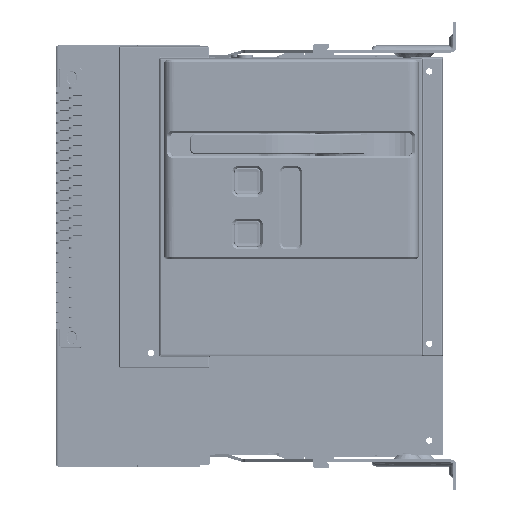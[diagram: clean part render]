
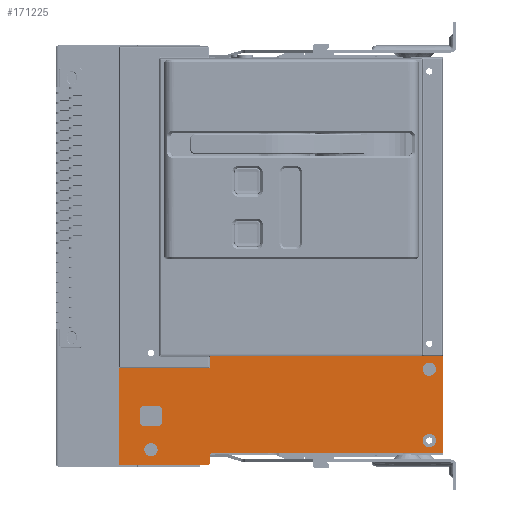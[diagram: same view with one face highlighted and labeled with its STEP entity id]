
A CAD part, left-side view. The second image highlights one B-rep face of the part: STEP entity #171225.
In plain terms, the highlighted planar face has unit normal (-1, 0, 0).
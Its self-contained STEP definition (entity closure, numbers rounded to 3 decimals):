
#53761=CARTESIAN_POINT('',(-67.,229.5,-204.));
#53762=DIRECTION('',(-1.,0.,0.));
#53763=DIRECTION('',(0.,0.,-1.));
#53764=AXIS2_PLACEMENT_3D('',#53761,#53762,#53763);
#53766=DIRECTION('',(0.,1.,0.));
#53767=VECTOR('',#53766,88.5);
#53768=CARTESIAN_POINT('',(-67.,229.5,-204.5));
#53769=LINE('',#53768,#53767);
#53770=DIRECTION('',(0.,0.,1.));
#53771=VECTOR('',#53770,95.);
#53772=CARTESIAN_POINT('',(-67.,318.,-204.5));
#53773=LINE('',#53772,#53771);
#53774=DIRECTION('',(0.,-1.,0.));
#53775=VECTOR('',#53774,89.);
#53776=CARTESIAN_POINT('',(-67.,318.,-109.5));
#53777=LINE('',#53776,#53775);
#53778=DIRECTION('',(0.,0.,1.));
#53779=VECTOR('',#53778,11.);
#53780=CARTESIAN_POINT('',(-67.,229.,-109.5));
#53781=LINE('',#53780,#53779);
#53782=DIRECTION('',(0.,-1.,0.));
#53783=VECTOR('',#53782,229.);
#53784=CARTESIAN_POINT('',(-67.,229.,-98.5));
#53785=LINE('',#53784,#53783);
#53786=DIRECTION('',(0.,0.,-1.));
#53787=VECTOR('',#53786,95.);
#53788=CARTESIAN_POINT('',(-67.,0.,-98.5));
#53789=LINE('',#53788,#53787);
#53790=DIRECTION('',(0.,1.,0.));
#53791=VECTOR('',#53790,227.);
#53792=CARTESIAN_POINT('',(-67.,0.,-193.5));
#53793=LINE('',#53792,#53791);
#53794=DIRECTION('',(0.,0.,-1.));
#53795=VECTOR('',#53794,8.5);
#53796=CARTESIAN_POINT('',(-67.,229.,-195.5));
#53797=LINE('',#53796,#53795);
#53798=CARTESIAN_POINT('',(-67.,286.5,-190.));
#53799=DIRECTION('',(-1.,0.,0.));
#53800=DIRECTION('',(0.,-1.,0.));
#53801=AXIS2_PLACEMENT_3D('',#53798,#53799,#53800);
#53803=CARTESIAN_POINT('',(-67.,286.5,-190.));
#53804=DIRECTION('',(-1.,0.,0.));
#53805=DIRECTION('',(0.,1.,0.));
#53806=AXIS2_PLACEMENT_3D('',#53803,#53804,#53805);
#53808=CARTESIAN_POINT('',(-67.,13.5,-181.));
#53809=DIRECTION('',(-1.,0.,0.));
#53810=DIRECTION('',(0.,-1.,0.));
#53811=AXIS2_PLACEMENT_3D('',#53808,#53809,#53810);
#53813=CARTESIAN_POINT('',(-67.,13.5,-181.));
#53814=DIRECTION('',(-1.,0.,0.));
#53815=DIRECTION('',(0.,1.,0.));
#53816=AXIS2_PLACEMENT_3D('',#53813,#53814,#53815);
#53818=CARTESIAN_POINT('',(-67.,13.5,-111.));
#53819=DIRECTION('',(-1.,0.,0.));
#53820=DIRECTION('',(0.,-1.,0.));
#53821=AXIS2_PLACEMENT_3D('',#53818,#53819,#53820);
#53823=CARTESIAN_POINT('',(-67.,13.5,-111.));
#53824=DIRECTION('',(-1.,0.,0.));
#53825=DIRECTION('',(0.,1.,0.));
#53826=AXIS2_PLACEMENT_3D('',#53823,#53824,#53825);
#53828=CARTESIAN_POINT('',(-67.,294.1,-163.1));
#53829=DIRECTION('',(-1.,0.,0.));
#53830=DIRECTION('',(0.,1.,0.));
#53831=AXIS2_PLACEMENT_3D('',#53828,#53829,#53830);
#53833=DIRECTION('',(0.,-1.,0.));
#53834=VECTOR('',#53833,15.2);
#53835=CARTESIAN_POINT('',(-67.,294.1,-166.5));
#53836=LINE('',#53835,#53834);
#53837=CARTESIAN_POINT('',(-67.,278.9,-163.1));
#53838=DIRECTION('',(-1.,0.,0.));
#53839=DIRECTION('',(0.,0.,-1.));
#53840=AXIS2_PLACEMENT_3D('',#53837,#53838,#53839);
#53842=DIRECTION('',(0.,0.,1.));
#53843=VECTOR('',#53842,12.2);
#53844=CARTESIAN_POINT('',(-67.,275.5,-163.1));
#53845=LINE('',#53844,#53843);
#53846=CARTESIAN_POINT('',(-67.,278.9,-150.9));
#53847=DIRECTION('',(-1.,0.,0.));
#53848=DIRECTION('',(0.,-1.,0.));
#53849=AXIS2_PLACEMENT_3D('',#53846,#53847,#53848);
#53851=DIRECTION('',(0.,1.,0.));
#53852=VECTOR('',#53851,15.2);
#53853=CARTESIAN_POINT('',(-67.,278.9,-147.5));
#53854=LINE('',#53853,#53852);
#53855=CARTESIAN_POINT('',(-67.,294.1,-150.9));
#53856=DIRECTION('',(-1.,0.,0.));
#53857=DIRECTION('',(0.,0.,1.));
#53858=AXIS2_PLACEMENT_3D('',#53855,#53856,#53857);
#53860=DIRECTION('',(0.,0.,-1.));
#53861=VECTOR('',#53860,12.2);
#53862=CARTESIAN_POINT('',(-67.,297.5,-150.9));
#53863=LINE('',#53862,#53861);
#58304=CARTESIAN_POINT('',(-67.,227.,-195.5));
#58305=DIRECTION('',(1.,0.,0.));
#58306=DIRECTION('',(0.,1.,0.));
#58307=AXIS2_PLACEMENT_3D('',#58304,#58305,#58306);
#89874=CARTESIAN_POINT('',(-67.,0.,-98.5));
#89875=CARTESIAN_POINT('',(-67.,0.,-193.5));
#89876=VERTEX_POINT('',#89874);
#89877=VERTEX_POINT('',#89875);
#89878=CARTESIAN_POINT('',(-67.,229.,-98.5));
#89879=VERTEX_POINT('',#89878);
#89880=CARTESIAN_POINT('',(-67.,229.,-109.5));
#89881=VERTEX_POINT('',#89880);
#89882=CARTESIAN_POINT('',(-67.,318.,-109.5));
#89883=VERTEX_POINT('',#89882);
#89884=CARTESIAN_POINT('',(-67.,318.,-204.5));
#89885=VERTEX_POINT('',#89884);
#90132=CARTESIAN_POINT('',(-67.,280.,-190.));
#90133=CARTESIAN_POINT('',(-67.,293.,-190.));
#90134=VERTEX_POINT('',#90132);
#90135=VERTEX_POINT('',#90133);
#90136=CARTESIAN_POINT('',(-67.,7.,-181.));
#90137=CARTESIAN_POINT('',(-67.,20.,-181.));
#90138=VERTEX_POINT('',#90136);
#90139=VERTEX_POINT('',#90137);
#90140=CARTESIAN_POINT('',(-67.,7.,-111.));
#90141=CARTESIAN_POINT('',(-67.,20.,-111.));
#90142=VERTEX_POINT('',#90140);
#90143=VERTEX_POINT('',#90141);
#90342=CARTESIAN_POINT('',(-67.,227.,-193.5));
#90344=VERTEX_POINT('',#90342);
#90346=CARTESIAN_POINT('',(-67.,229.,-195.5));
#90348=VERTEX_POINT('',#90346);
#90377=CARTESIAN_POINT('',(-67.,229.5,-204.5));
#90378=VERTEX_POINT('',#90377);
#90379=CARTESIAN_POINT('',(-67.,229.,-204.));
#90380=VERTEX_POINT('',#90379);
#90465=CARTESIAN_POINT('',(-67.,297.5,-163.1));
#90466=CARTESIAN_POINT('',(-67.,294.1,-166.5));
#90467=VERTEX_POINT('',#90465);
#90468=VERTEX_POINT('',#90466);
#90469=CARTESIAN_POINT('',(-67.,278.9,-166.5));
#90470=VERTEX_POINT('',#90469);
#90471=CARTESIAN_POINT('',(-67.,275.5,-163.1));
#90472=VERTEX_POINT('',#90471);
#90473=CARTESIAN_POINT('',(-67.,275.5,-150.9));
#90474=VERTEX_POINT('',#90473);
#90475=CARTESIAN_POINT('',(-67.,278.9,-147.5));
#90476=VERTEX_POINT('',#90475);
#90477=CARTESIAN_POINT('',(-67.,294.1,-147.5));
#90478=VERTEX_POINT('',#90477);
#90479=CARTESIAN_POINT('',(-67.,297.5,-150.9));
#90480=VERTEX_POINT('',#90479);
#171167=CARTESIAN_POINT('',(-67.,208.69,-161.53));
#171168=DIRECTION('',(-1.,0.,0.));
#171169=DIRECTION('',(0.,-1.,0.));
#171170=AXIS2_PLACEMENT_3D('',#171167,#171168,#171169);
#171171=PLANE('',#171170);
#171173=ORIENTED_EDGE('',*,*,#171172,.F.);
#171174=ORIENTED_EDGE('',*,*,#105297,.T.);
#171175=ORIENTED_EDGE('',*,*,#105313,.T.);
#171176=ORIENTED_EDGE('',*,*,#105331,.T.);
#171178=ORIENTED_EDGE('',*,*,#171177,.T.);
#171179=ORIENTED_EDGE('',*,*,#168239,.T.);
#171180=ORIENTED_EDGE('',*,*,#147394,.T.);
#171182=ORIENTED_EDGE('',*,*,#171181,.T.);
#171184=ORIENTED_EDGE('',*,*,#171183,.F.);
#171186=ORIENTED_EDGE('',*,*,#171185,.T.);
#171187=EDGE_LOOP('',(#171173,#171174,#171175,#171176,#171178,#171179,#171180,
#171182,#171184,#171186));
#171188=FACE_OUTER_BOUND('',#171187,.F.);
#171190=ORIENTED_EDGE('',*,*,#171189,.T.);
#171192=ORIENTED_EDGE('',*,*,#171191,.T.);
#171193=EDGE_LOOP('',(#171190,#171192));
#171194=FACE_BOUND('',#171193,.F.);
#171196=ORIENTED_EDGE('',*,*,#171195,.T.);
#171198=ORIENTED_EDGE('',*,*,#171197,.T.);
#171199=EDGE_LOOP('',(#171196,#171198));
#171200=FACE_BOUND('',#171199,.F.);
#171202=ORIENTED_EDGE('',*,*,#171201,.T.);
#171204=ORIENTED_EDGE('',*,*,#171203,.T.);
#171205=EDGE_LOOP('',(#171202,#171204));
#171206=FACE_BOUND('',#171205,.F.);
#171208=ORIENTED_EDGE('',*,*,#171207,.T.);
#171210=ORIENTED_EDGE('',*,*,#171209,.T.);
#171212=ORIENTED_EDGE('',*,*,#171211,.T.);
#171214=ORIENTED_EDGE('',*,*,#171213,.T.);
#171216=ORIENTED_EDGE('',*,*,#171215,.T.);
#171218=ORIENTED_EDGE('',*,*,#171217,.T.);
#171220=ORIENTED_EDGE('',*,*,#171219,.T.);
#171222=ORIENTED_EDGE('',*,*,#171221,.T.);
#171223=EDGE_LOOP('',(#171208,#171210,#171212,#171214,#171216,#171218,#171220,
#171222));
#171224=FACE_BOUND('',#171223,.F.);
#171225=ADVANCED_FACE('',(#171188,#171194,#171200,#171206,#171224),#171171,.T.);
#53765=CIRCLE('',#53764,0.5);
#53802=CIRCLE('',#53801,6.5);
#53807=CIRCLE('',#53806,6.5);
#53812=CIRCLE('',#53811,6.5);
#53817=CIRCLE('',#53816,6.5);
#53822=CIRCLE('',#53821,6.5);
#53827=CIRCLE('',#53826,6.5);
#53832=CIRCLE('',#53831,3.4);
#53841=CIRCLE('',#53840,3.4);
#53850=CIRCLE('',#53849,3.4);
#53859=CIRCLE('',#53858,3.4);
#58308=CIRCLE('',#58307,2.);
#105297=EDGE_CURVE('',#90378,#89885,#53769,.T.);
#105313=EDGE_CURVE('',#89885,#89883,#53773,.T.);
#105331=EDGE_CURVE('',#89883,#89881,#53777,.T.);
#147394=EDGE_CURVE('',#89876,#89877,#53789,.T.);
#168239=EDGE_CURVE('',#89879,#89876,#53785,.T.);
#171172=EDGE_CURVE('',#90378,#90380,#53765,.T.);
#171177=EDGE_CURVE('',#89881,#89879,#53781,.T.);
#171181=EDGE_CURVE('',#89877,#90344,#53793,.T.);
#171183=EDGE_CURVE('',#90348,#90344,#58308,.T.);
#171185=EDGE_CURVE('',#90348,#90380,#53797,.T.);
#171189=EDGE_CURVE('',#90134,#90135,#53802,.T.);
#171191=EDGE_CURVE('',#90135,#90134,#53807,.T.);
#171195=EDGE_CURVE('',#90138,#90139,#53812,.T.);
#171197=EDGE_CURVE('',#90139,#90138,#53817,.T.);
#171201=EDGE_CURVE('',#90142,#90143,#53822,.T.);
#171203=EDGE_CURVE('',#90143,#90142,#53827,.T.);
#171207=EDGE_CURVE('',#90467,#90468,#53832,.T.);
#171209=EDGE_CURVE('',#90468,#90470,#53836,.T.);
#171211=EDGE_CURVE('',#90470,#90472,#53841,.T.);
#171213=EDGE_CURVE('',#90472,#90474,#53845,.T.);
#171215=EDGE_CURVE('',#90474,#90476,#53850,.T.);
#171217=EDGE_CURVE('',#90476,#90478,#53854,.T.);
#171219=EDGE_CURVE('',#90478,#90480,#53859,.T.);
#171221=EDGE_CURVE('',#90480,#90467,#53863,.T.);
